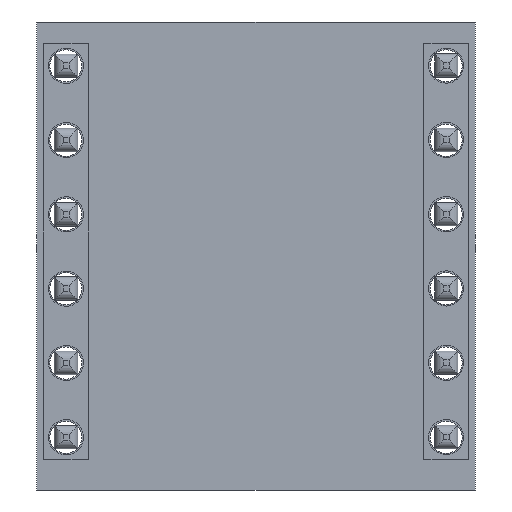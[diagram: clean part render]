
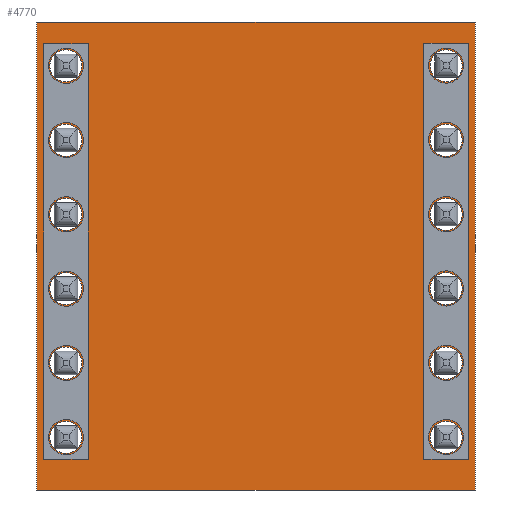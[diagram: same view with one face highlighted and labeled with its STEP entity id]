
A CAD part, front view. The second image highlights one B-rep face of the part: STEP entity #4770.
In plain terms, the highlighted planar face has unit normal (0, -1, 0).
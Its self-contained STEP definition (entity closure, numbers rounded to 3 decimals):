
#235=FACE_BOUND('',#1081,.T.);
#236=FACE_BOUND('',#1082,.T.);
#237=FACE_BOUND('',#1083,.T.);
#238=FACE_BOUND('',#1084,.T.);
#239=FACE_BOUND('',#1085,.T.);
#240=FACE_BOUND('',#1086,.T.);
#241=FACE_BOUND('',#1087,.T.);
#242=FACE_BOUND('',#1088,.T.);
#243=FACE_BOUND('',#1089,.T.);
#244=FACE_BOUND('',#1090,.T.);
#245=FACE_BOUND('',#1091,.T.);
#246=FACE_BOUND('',#1092,.T.);
#420=PLANE('',#5297);
#726=FACE_OUTER_BOUND('',#1080,.T.);
#1080=EDGE_LOOP('',(#4317,#4318,#4319,#4320));
#1081=EDGE_LOOP('',(#4321));
#1082=EDGE_LOOP('',(#4322));
#1083=EDGE_LOOP('',(#4323));
#1084=EDGE_LOOP('',(#4324));
#1085=EDGE_LOOP('',(#4325));
#1086=EDGE_LOOP('',(#4326));
#1087=EDGE_LOOP('',(#4327));
#1088=EDGE_LOOP('',(#4328));
#1089=EDGE_LOOP('',(#4329));
#1090=EDGE_LOOP('',(#4330));
#1091=EDGE_LOOP('',(#4331));
#1092=EDGE_LOOP('',(#4332));
#1537=LINE('',#8008,#1993);
#1541=LINE('',#8016,#1997);
#1544=LINE('',#8022,#2000);
#1547=LINE('',#8027,#2003);
#1993=VECTOR('',#6688,10.);
#1997=VECTOR('',#6694,10.);
#2000=VECTOR('',#6699,10.);
#2003=VECTOR('',#6704,10.);
#2065=CIRCLE('',#5269,0.55);
#2066=CIRCLE('',#5271,0.55);
#2067=CIRCLE('',#5273,0.55);
#2068=CIRCLE('',#5275,0.55);
#2069=CIRCLE('',#5277,0.55);
#2070=CIRCLE('',#5279,0.55);
#2071=CIRCLE('',#5281,0.55);
#2072=CIRCLE('',#5283,0.55);
#2073=CIRCLE('',#5285,0.55);
#2074=CIRCLE('',#5287,0.55);
#2075=CIRCLE('',#5289,0.55);
#2076=CIRCLE('',#5291,0.55);
#2441=VERTEX_POINT('',#7958);
#2442=VERTEX_POINT('',#7962);
#2443=VERTEX_POINT('',#7966);
#2444=VERTEX_POINT('',#7970);
#2445=VERTEX_POINT('',#7974);
#2446=VERTEX_POINT('',#7978);
#2447=VERTEX_POINT('',#7982);
#2448=VERTEX_POINT('',#7986);
#2449=VERTEX_POINT('',#7990);
#2450=VERTEX_POINT('',#7994);
#2451=VERTEX_POINT('',#7998);
#2452=VERTEX_POINT('',#8002);
#2453=VERTEX_POINT('',#8006);
#2454=VERTEX_POINT('',#8007);
#2457=VERTEX_POINT('',#8015);
#2459=VERTEX_POINT('',#8021);
#3050=EDGE_CURVE('',#2441,#2441,#2065,.T.);
#3052=EDGE_CURVE('',#2442,#2442,#2066,.T.);
#3054=EDGE_CURVE('',#2443,#2443,#2067,.T.);
#3056=EDGE_CURVE('',#2444,#2444,#2068,.T.);
#3058=EDGE_CURVE('',#2445,#2445,#2069,.T.);
#3060=EDGE_CURVE('',#2446,#2446,#2070,.T.);
#3062=EDGE_CURVE('',#2447,#2447,#2071,.T.);
#3064=EDGE_CURVE('',#2448,#2448,#2072,.T.);
#3066=EDGE_CURVE('',#2449,#2449,#2073,.T.);
#3068=EDGE_CURVE('',#2450,#2450,#2074,.T.);
#3070=EDGE_CURVE('',#2451,#2451,#2075,.T.);
#3072=EDGE_CURVE('',#2452,#2452,#2076,.T.);
#3073=EDGE_CURVE('',#2453,#2454,#1537,.T.);
#3077=EDGE_CURVE('',#2454,#2457,#1541,.T.);
#3080=EDGE_CURVE('',#2457,#2459,#1544,.T.);
#3083=EDGE_CURVE('',#2459,#2453,#1547,.T.);
#4317=ORIENTED_EDGE('',*,*,#3083,.T.);
#4318=ORIENTED_EDGE('',*,*,#3073,.T.);
#4319=ORIENTED_EDGE('',*,*,#3077,.T.);
#4320=ORIENTED_EDGE('',*,*,#3080,.T.);
#4321=ORIENTED_EDGE('',*,*,#3050,.F.);
#4322=ORIENTED_EDGE('',*,*,#3064,.F.);
#4323=ORIENTED_EDGE('',*,*,#3058,.F.);
#4324=ORIENTED_EDGE('',*,*,#3062,.F.);
#4325=ORIENTED_EDGE('',*,*,#3056,.F.);
#4326=ORIENTED_EDGE('',*,*,#3060,.F.);
#4327=ORIENTED_EDGE('',*,*,#3054,.F.);
#4328=ORIENTED_EDGE('',*,*,#3066,.F.);
#4329=ORIENTED_EDGE('',*,*,#3068,.F.);
#4330=ORIENTED_EDGE('',*,*,#3070,.F.);
#4331=ORIENTED_EDGE('',*,*,#3072,.F.);
#4332=ORIENTED_EDGE('',*,*,#3052,.F.);
#4770=ADVANCED_FACE('',(#726,#235,#236,#237,#238,#239,#240,#241,#242,#243,
#244,#245,#246),#420,.F.);
#5269=AXIS2_PLACEMENT_3D('',#7960,#6629,#6630);
#5271=AXIS2_PLACEMENT_3D('',#7964,#6634,#6635);
#5273=AXIS2_PLACEMENT_3D('',#7968,#6639,#6640);
#5275=AXIS2_PLACEMENT_3D('',#7972,#6644,#6645);
#5277=AXIS2_PLACEMENT_3D('',#7976,#6649,#6650);
#5279=AXIS2_PLACEMENT_3D('',#7980,#6654,#6655);
#5281=AXIS2_PLACEMENT_3D('',#7984,#6659,#6660);
#5283=AXIS2_PLACEMENT_3D('',#7988,#6664,#6665);
#5285=AXIS2_PLACEMENT_3D('',#7992,#6669,#6670);
#5287=AXIS2_PLACEMENT_3D('',#7996,#6674,#6675);
#5289=AXIS2_PLACEMENT_3D('',#8000,#6679,#6680);
#5291=AXIS2_PLACEMENT_3D('',#8004,#6684,#6685);
#5297=AXIS2_PLACEMENT_3D('',#8030,#6708,#6709);
#6629=DIRECTION('center_axis',(0.,-1.,0.));
#6630=DIRECTION('ref_axis',(1.,0.,0.));
#6634=DIRECTION('center_axis',(0.,-1.,0.));
#6635=DIRECTION('ref_axis',(1.,0.,0.));
#6639=DIRECTION('center_axis',(0.,-1.,0.));
#6640=DIRECTION('ref_axis',(1.,0.,0.));
#6644=DIRECTION('center_axis',(0.,-1.,0.));
#6645=DIRECTION('ref_axis',(1.,0.,0.));
#6649=DIRECTION('center_axis',(0.,-1.,0.));
#6650=DIRECTION('ref_axis',(1.,0.,0.));
#6654=DIRECTION('center_axis',(0.,-1.,0.));
#6655=DIRECTION('ref_axis',(1.,0.,0.));
#6659=DIRECTION('center_axis',(0.,-1.,0.));
#6660=DIRECTION('ref_axis',(1.,0.,0.));
#6664=DIRECTION('center_axis',(0.,-1.,0.));
#6665=DIRECTION('ref_axis',(1.,0.,0.));
#6669=DIRECTION('center_axis',(0.,-1.,0.));
#6670=DIRECTION('ref_axis',(1.,0.,0.));
#6674=DIRECTION('center_axis',(0.,-1.,0.));
#6675=DIRECTION('ref_axis',(1.,0.,0.));
#6679=DIRECTION('center_axis',(0.,-1.,0.));
#6680=DIRECTION('ref_axis',(1.,0.,0.));
#6684=DIRECTION('center_axis',(0.,-1.,0.));
#6685=DIRECTION('ref_axis',(1.,0.,0.));
#6688=DIRECTION('',(0.,0.,-1.));
#6694=DIRECTION('',(1.,0.,0.));
#6699=DIRECTION('',(0.,0.,1.));
#6704=DIRECTION('',(-1.,0.,0.));
#6708=DIRECTION('center_axis',(0.,1.,0.));
#6709=DIRECTION('ref_axis',(1.,0.,0.));
#7958=CARTESIAN_POINT('',(-12.915,0.,4.631));
#7960=CARTESIAN_POINT('Origin',(-12.365,0.,4.631));
#7962=CARTESIAN_POINT('',(-12.915,0.,-0.449));
#7964=CARTESIAN_POINT('Origin',(-12.365,0.,-0.449));
#7966=CARTESIAN_POINT('',(-12.915,0.,2.091));
#7968=CARTESIAN_POINT('Origin',(-12.365,0.,2.091));
#7970=CARTESIAN_POINT('',(0.085,0.,-8.069));
#7972=CARTESIAN_POINT('Origin',(0.635,0.,-8.069));
#7974=CARTESIAN_POINT('',(0.085,0.,-5.529));
#7976=CARTESIAN_POINT('Origin',(0.635,0.,-5.529));
#7978=CARTESIAN_POINT('',(0.085,0.,-2.989));
#7980=CARTESIAN_POINT('Origin',(0.635,0.,-2.989));
#7982=CARTESIAN_POINT('',(0.085,0.,-0.449));
#7984=CARTESIAN_POINT('Origin',(0.635,0.,-0.449));
#7986=CARTESIAN_POINT('',(-12.915,0.,-2.989));
#7988=CARTESIAN_POINT('Origin',(-12.365,0.,-2.989));
#7990=CARTESIAN_POINT('',(-12.915,0.,-5.529));
#7992=CARTESIAN_POINT('Origin',(-12.365,0.,-5.529));
#7994=CARTESIAN_POINT('',(0.085,0.,4.631));
#7996=CARTESIAN_POINT('Origin',(0.635,0.,4.631));
#7998=CARTESIAN_POINT('',(0.085,0.,2.091));
#8000=CARTESIAN_POINT('Origin',(0.635,0.,2.091));
#8002=CARTESIAN_POINT('',(-12.915,0.,-8.069));
#8004=CARTESIAN_POINT('Origin',(-12.365,0.,-8.069));
#8006=CARTESIAN_POINT('',(-13.365,0.,6.131));
#8007=CARTESIAN_POINT('',(-13.365,0.,-9.869));
#8008=CARTESIAN_POINT('',(-13.365,0.,6.131));
#8015=CARTESIAN_POINT('',(1.635,0.,-9.869));
#8016=CARTESIAN_POINT('',(-13.365,0.,-9.869));
#8021=CARTESIAN_POINT('',(1.635,0.,6.131));
#8022=CARTESIAN_POINT('',(1.635,0.,-9.869));
#8027=CARTESIAN_POINT('',(1.635,0.,6.131));
#8030=CARTESIAN_POINT('Origin',(-5.865,0.,-1.869));
